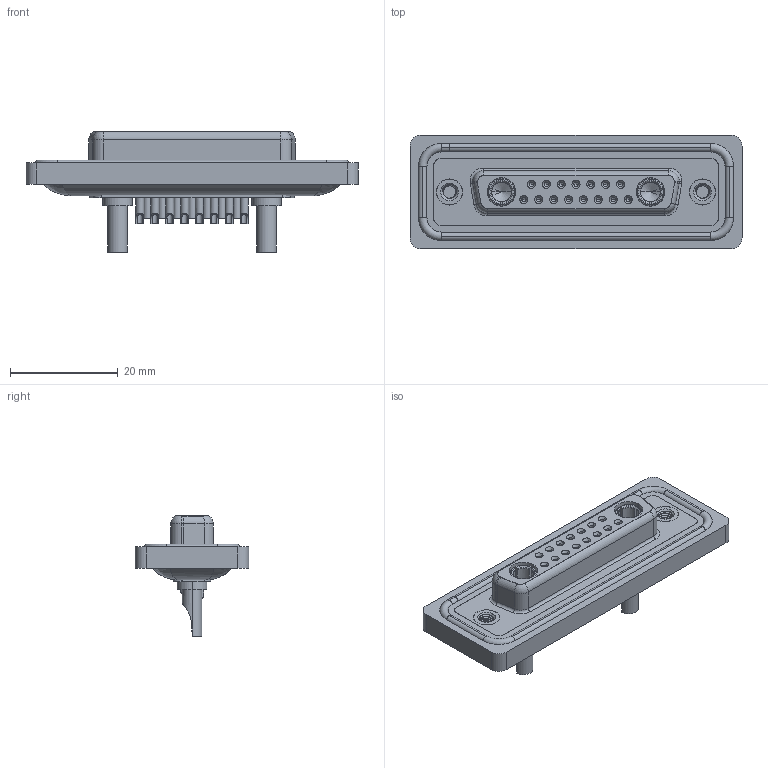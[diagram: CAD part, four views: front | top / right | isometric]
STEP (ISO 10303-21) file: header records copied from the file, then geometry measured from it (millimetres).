
FILE_DESCRIPTION (( 'STEP AP203' ), '1' );
FILE_NAME ('628W17W2122-2NA.STEP', '2024-04-09T21:01:43', ( '' ), ( '' ), 'SwSTEP 2.0', 'SolidWorks 2023', '' );
FILE_SCHEMA (( 'CONFIG_CONTROL_DESIGN' ));
Length unit declared in the file: millimetre
Products named in the file (9): 628Combo Shell Rear_25 Contacts; 628Combo Contact Row 1_22; 628W17W2122-2NA; 628Combo Threaded Rivet_A; 628Combo Contact Row 2_22; 628Combo Waterproof Housing_25 Contacts; 628Combo Shell Front_25 Contacts; Power Socket_20A SC; 628Combo Housing_17W2
Assembly tree (23 placements, depth 2):
  628W17W2122-2NA
    628Combo Housing_17W2
    628Combo Waterproof Housing_25 Contacts
    628Combo Shell Front_25 Contacts
    628Combo Shell Rear_25 Contacts
    628Combo Threaded Rivet_A  x2
    628Combo Contact Row 1_22  x7
    628Combo Contact Row 2_22  x8
    Power Socket_20A SC  x2
Bounding box: 61.75 x 21.1 x 22.45 mm (x, y, z)
Volume: 8382.6 mm3; surface area: 14177.6 mm2
Topology: 26 solids, 26 shells, 1369 faces, 3425 edges, 2134 vertices
Faces by surface type: cylinder 557, plane 424, torus 199, cone 177, bspline 12
Entity records: 24903 total; most frequent: CARTESIAN_POINT 6313, DIRECTION 3868, ORIENTED_EDGE 3448, EDGE_CURVE 1724, AXIS2_PLACEMENT_3D 1583, VERTEX_POINT 1098, CIRCLE 849, EDGE_LOOP 836
